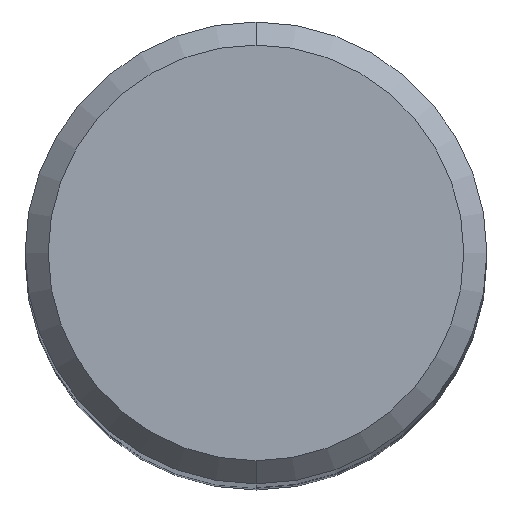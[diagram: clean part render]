
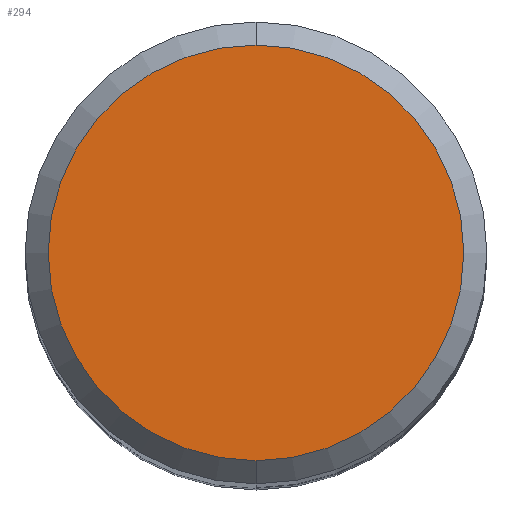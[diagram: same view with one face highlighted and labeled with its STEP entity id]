
A CAD part, top view. The second image highlights one B-rep face of the part: STEP entity #294.
In plain terms, the highlighted planar face has unit normal (0, 0, 1).
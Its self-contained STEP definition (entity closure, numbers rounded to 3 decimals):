
#270=VERTEX_POINT('',#569);
#292=VERTEX_POINT('',#595);
#294=ADVANCED_FACE('',(#597),#598,.T.);
#334=EDGE_CURVE('',#270,#292,#642,.T.);
#440=EDGE_CURVE('',#292,#270,#762,.T.);
#569=CARTESIAN_POINT('',(0.,-4.5,0.0));
#595=CARTESIAN_POINT('',(0.0,4.5,0.0));
#597=FACE_OUTER_BOUND('',#1080,.T.);
#598=PLANE('',#1081);
#642=CIRCLE('',#1172,4.5);
#762=CIRCLE('',#1414,4.5);
#1080=EDGE_LOOP('',(#1550,#1551));
#1081=AXIS2_PLACEMENT_3D('',#1552,#1553,#1554);
#1172=AXIS2_PLACEMENT_3D('',#1606,#1607,#1608);
#1414=AXIS2_PLACEMENT_3D('',#1759,#1760,#1761);
#1550=ORIENTED_EDGE('',*,*,#440,.F.);
#1551=ORIENTED_EDGE('',*,*,#334,.F.);
#1552=CARTESIAN_POINT('',(0.0,2.25,0.0));
#1553=DIRECTION('',(-0.0,0.0,1.0));
#1554=DIRECTION('',(0.0,-1.0,0.0));
#1606=CARTESIAN_POINT('',(0.0,0.0,0.0));
#1607=DIRECTION('',(0.0,0.0,-1.0));
#1608=DIRECTION('',(0.0,1.0,0.0));
#1759=CARTESIAN_POINT('',(0.0,0.0,0.0));
#1760=DIRECTION('',(0.0,0.0,-1.0));
#1761=DIRECTION('',(0.0,1.0,0.0));
